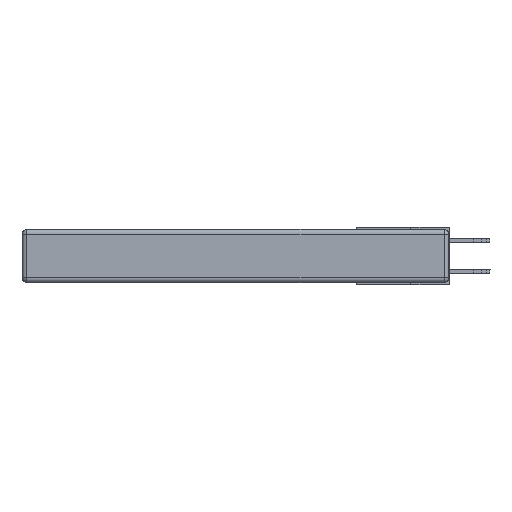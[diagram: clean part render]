
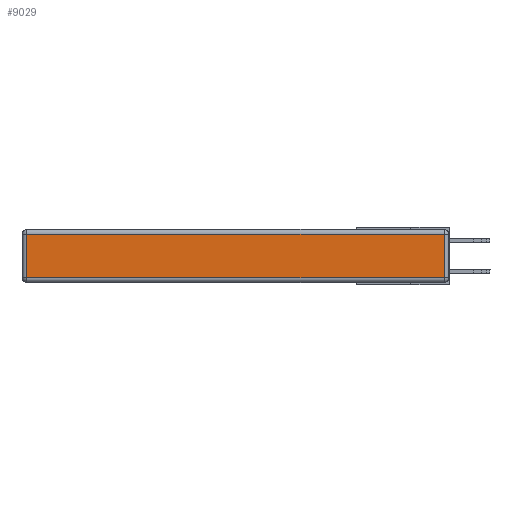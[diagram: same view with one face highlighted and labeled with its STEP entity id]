
A CAD part, left-side view. The second image highlights one B-rep face of the part: STEP entity #9029.
In plain terms, the highlighted planar face has unit normal (-1, 0, 0).
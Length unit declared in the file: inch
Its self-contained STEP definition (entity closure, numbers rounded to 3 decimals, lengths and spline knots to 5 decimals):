
#527 = VERTEX_POINT ( 'NONE', #23347 ) ;
#737 = VERTEX_POINT ( 'NONE', #19747 ) ;
#1049 = EDGE_LOOP ( 'NONE', ( #11908, #25918, #6537, #14463 ) ) ;
#2125 = VECTOR ( 'NONE', #22605, 39.37008 ) ;
#2422 = CARTESIAN_POINT ( 'NONE',  ( 0., 0.03, -0.313 ) ) ;
#2534 = CARTESIAN_POINT ( 'NONE',  ( 0., 0., -0.313 ) ) ;
#4584 = EDGE_CURVE ( 'NONE', #22853, #527, #7939, .T. ) ;
#5293 = AXIS2_PLACEMENT_3D ( 'NONE', #17570, #10912, #15909 ) ;
#5946 = DIRECTION ( 'NONE',  ( 0., 0., 1. ) ) ;
#6092 = DIRECTION ( 'NONE',  ( 0., 0., -1. ) ) ;
#6365 = LINE ( 'NONE', #20934, #7431 ) ;
#6413 = PLANE ( 'NONE',  #5293 ) ;
#6537 = ORIENTED_EDGE ( 'NONE', *, *, #15373, .T. ) ;
#7431 = VECTOR ( 'NONE', #27461, 39.37008 ) ;
#7939 = LINE ( 'NONE', #10733, #17646 ) ;
#8748 = EDGE_CURVE ( 'NONE', #737, #22853, #11565, .T. ) ;
#9029 = ADVANCED_FACE ( 'NONE', ( #20864 ), #6413, .T. ) ;
#10733 = CARTESIAN_POINT ( 'NONE',  ( 0., 0.03, -0.343 ) ) ;
#10912 = DIRECTION ( 'NONE',  ( -1., 0., 0. ) ) ;
#11565 = LINE ( 'NONE', #2534, #2125 ) ;
#11908 = ORIENTED_EDGE ( 'NONE', *, *, #8748, .T. ) ;
#12986 = EDGE_CURVE ( 'NONE', #19266, #737, #13131, .T. ) ;
#13131 = LINE ( 'NONE', #19594, #20069 ) ;
#14463 = ORIENTED_EDGE ( 'NONE', *, *, #12986, .T. ) ;
#15373 = EDGE_CURVE ( 'NONE', #527, #19266, #6365, .T. ) ;
#15909 = DIRECTION ( 'NONE',  ( 0., 0., 1. ) ) ;
#16112 = CARTESIAN_POINT ( 'NONE',  ( 0., 2.72, -0.03 ) ) ;
#17570 = CARTESIAN_POINT ( 'NONE',  ( 0., 0., -0.343 ) ) ;
#17646 = VECTOR ( 'NONE', #5946, 39.37008 ) ;
#19266 = VERTEX_POINT ( 'NONE', #16112 ) ;
#19594 = CARTESIAN_POINT ( 'NONE',  ( 0., 2.72, -0.343 ) ) ;
#19747 = CARTESIAN_POINT ( 'NONE',  ( 0., 2.72, -0.313 ) ) ;
#20069 = VECTOR ( 'NONE', #6092, 39.37008 ) ;
#20864 = FACE_OUTER_BOUND ( 'NONE', #1049, .T. ) ;
#20934 = CARTESIAN_POINT ( 'NONE',  ( 0., 2.75, -0.03 ) ) ;
#22605 = DIRECTION ( 'NONE',  ( 0., -1., 0. ) ) ;
#22853 = VERTEX_POINT ( 'NONE', #2422 ) ;
#23347 = CARTESIAN_POINT ( 'NONE',  ( 0., 0.03, -0.03 ) ) ;
#25918 = ORIENTED_EDGE ( 'NONE', *, *, #4584, .T. ) ;
#27461 = DIRECTION ( 'NONE',  ( 0., 1., 0. ) ) ;
